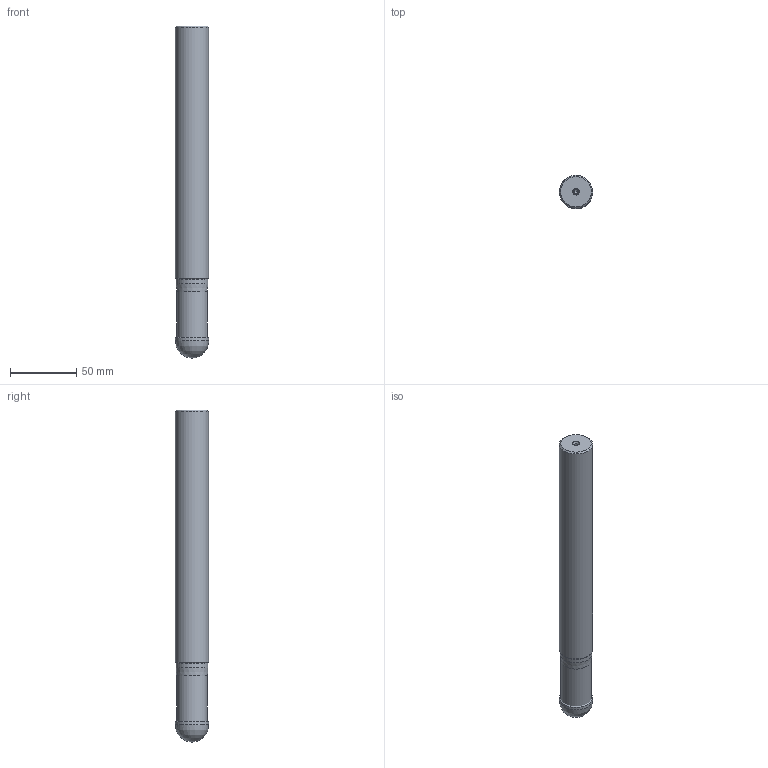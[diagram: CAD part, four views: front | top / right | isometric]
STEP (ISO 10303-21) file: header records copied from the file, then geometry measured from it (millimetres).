
FILE_DESCRIPTION(/* description */ (''),/* implementation_level */ '2;1');
FILE_NAME(/* name */ '25K3R060A25-CXP25_115009543ndi000_00-SIM.stp',/* time_stamp */ '2019-12-09T09:39:06+01:00',/* author */ (''),/* organization */ (''),/* preprocessor_version */ 'ST-DEVELOPER v16.7',/* originating_system */ 'SIEMENS PLM Software NX 12.0',/* authorisation */ '');
FILE_SCHEMA (('AUTOMOTIVE_DESIGN { 1 0 10303 214 3 1 1 1 }'));
Length unit declared in the file: millimetre
Products named in the file (1): hm1522F0B8948c45
Bounding box: 25.02 x 25.01 x 250.08 mm (x, y, z)
Volume: 122227.5 mm3; surface area: 21711.5 mm2
Topology: 2 solids, 2 shells, 25 faces, 63 edges, 40 vertices
Faces by surface type: revolution 13, cone 4, cylinder 4, plane 2, sphere 1, torus 1
Full cylindrical faces by diameter (mm): 3.15 x1, 23.256 x1, 23.989 x1, 24.989 x1
Entity records: 585 total; most frequent: DIRECTION 101, CARTESIAN_POINT 94, FACE_BOUND 48, EDGE_LOOP 48, ORIENTED_EDGE 48, AXIS2_PLACEMENT_3D 39, CIRCLE 26, ADVANCED_FACE 25
